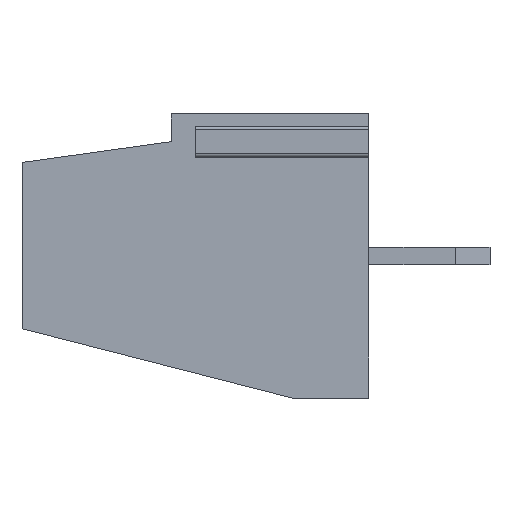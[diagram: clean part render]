
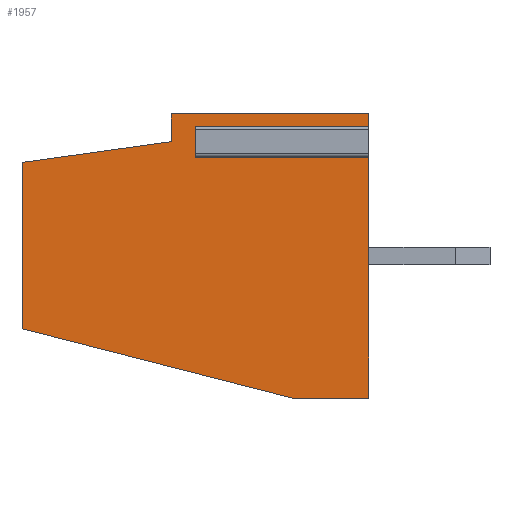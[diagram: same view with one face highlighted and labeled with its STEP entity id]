
A CAD part, left-side view. The second image highlights one B-rep face of the part: STEP entity #1957.
In plain terms, the highlighted planar face has unit normal (-1, 0, 0).
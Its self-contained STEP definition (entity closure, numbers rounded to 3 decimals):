
#72=DIRECTION('',(0.,0.,1.));
#73=VECTOR('',#72,0.85);
#74=CARTESIAN_POINT('',(-7.62,2.25,-1.225));
#75=LINE('',#74,#73);
#76=DIRECTION('',(0.,-1.,0.));
#77=VECTOR('',#76,5.);
#78=CARTESIAN_POINT('',(-7.62,2.25,-1.225));
#79=LINE('',#78,#77);
#80=DIRECTION('',(0.,0.,-1.));
#81=VECTOR('',#80,6.975);
#82=CARTESIAN_POINT('',(-7.62,-2.75,-1.225));
#83=LINE('',#82,#81);
#84=DIRECTION('',(0.,1.,0.));
#85=VECTOR('',#84,2.2);
#86=CARTESIAN_POINT('',(-7.62,-2.75,-8.2));
#87=LINE('',#86,#85);
#88=DIRECTION('',(0.,0.969,0.248));
#89=VECTOR('',#88,8.052);
#90=CARTESIAN_POINT('',(-7.62,-0.55,-8.2));
#91=LINE('',#90,#89);
#92=DIRECTION('',(0.,0.,1.));
#93=VECTOR('',#92,4.8);
#94=CARTESIAN_POINT('',(-7.62,7.25,-6.2));
#95=LINE('',#94,#93);
#96=DIRECTION('',(0.,-0.99,0.138));
#97=VECTOR('',#96,4.342);
#98=CARTESIAN_POINT('',(-7.62,7.25,-1.4));
#99=LINE('',#98,#97);
#100=DIRECTION('',(0.,0.,1.));
#101=VECTOR('',#100,0.8);
#102=CARTESIAN_POINT('',(-7.62,2.95,-0.8));
#103=LINE('',#102,#101);
#104=DIRECTION('',(0.,-1.,0.));
#105=VECTOR('',#104,5.7);
#106=CARTESIAN_POINT('',(-7.62,2.95,0.));
#107=LINE('',#106,#105);
#108=DIRECTION('',(0.,0.,-1.));
#109=VECTOR('',#108,0.375);
#110=CARTESIAN_POINT('',(-7.62,-2.75,0.));
#111=LINE('',#110,#109);
#112=DIRECTION('',(0.,-1.,0.));
#113=VECTOR('',#112,5.);
#114=CARTESIAN_POINT('',(-7.62,2.25,-0.375));
#115=LINE('',#114,#113);
#1476=CARTESIAN_POINT('',(-7.62,-2.75,-8.2));
#1477=CARTESIAN_POINT('',(-7.62,-0.55,-8.2));
#1478=VERTEX_POINT('',#1476);
#1479=VERTEX_POINT('',#1477);
#1480=CARTESIAN_POINT('',(-7.62,7.25,-6.2));
#1481=VERTEX_POINT('',#1480);
#1482=CARTESIAN_POINT('',(-7.62,7.25,-1.4));
#1483=VERTEX_POINT('',#1482);
#1484=CARTESIAN_POINT('',(-7.62,2.95,-0.8));
#1485=VERTEX_POINT('',#1484);
#1486=CARTESIAN_POINT('',(-7.62,2.95,0.));
#1487=VERTEX_POINT('',#1486);
#1488=CARTESIAN_POINT('',(-7.62,-2.75,0.));
#1489=VERTEX_POINT('',#1488);
#1552=CARTESIAN_POINT('',(-7.62,2.25,-1.225));
#1553=CARTESIAN_POINT('',(-7.62,2.25,-0.375));
#1554=VERTEX_POINT('',#1552);
#1555=VERTEX_POINT('',#1553);
#1556=CARTESIAN_POINT('',(-7.62,-2.75,-1.225));
#1557=VERTEX_POINT('',#1556);
#1558=CARTESIAN_POINT('',(-7.62,-2.75,-0.375));
#1559=VERTEX_POINT('',#1558);
#1928=CARTESIAN_POINT('',(-7.62,0.,0.));
#1929=DIRECTION('',(1.,0.,0.));
#1930=DIRECTION('',(0.,0.,-1.));
#1931=AXIS2_PLACEMENT_3D('',#1928,#1929,#1930);
#1932=PLANE('',#1931);
#1934=ORIENTED_EDGE('',*,*,#1933,.F.);
#1936=ORIENTED_EDGE('',*,*,#1935,.T.);
#1938=ORIENTED_EDGE('',*,*,#1937,.T.);
#1940=ORIENTED_EDGE('',*,*,#1939,.T.);
#1942=ORIENTED_EDGE('',*,*,#1941,.T.);
#1944=ORIENTED_EDGE('',*,*,#1943,.T.);
#1946=ORIENTED_EDGE('',*,*,#1945,.T.);
#1948=ORIENTED_EDGE('',*,*,#1947,.T.);
#1950=ORIENTED_EDGE('',*,*,#1949,.T.);
#1952=ORIENTED_EDGE('',*,*,#1951,.T.);
#1954=ORIENTED_EDGE('',*,*,#1953,.F.);
#1955=EDGE_LOOP('',(#1934,#1936,#1938,#1940,#1942,#1944,#1946,#1948,#1950,#1952,
#1954));
#1956=FACE_OUTER_BOUND('',#1955,.F.);
#1957=ADVANCED_FACE('',(#1956),#1932,.F.);
#1933=EDGE_CURVE('',#1554,#1555,#75,.T.);
#1935=EDGE_CURVE('',#1554,#1557,#79,.T.);
#1937=EDGE_CURVE('',#1557,#1478,#83,.T.);
#1939=EDGE_CURVE('',#1478,#1479,#87,.T.);
#1941=EDGE_CURVE('',#1479,#1481,#91,.T.);
#1943=EDGE_CURVE('',#1481,#1483,#95,.T.);
#1945=EDGE_CURVE('',#1483,#1485,#99,.T.);
#1947=EDGE_CURVE('',#1485,#1487,#103,.T.);
#1949=EDGE_CURVE('',#1487,#1489,#107,.T.);
#1951=EDGE_CURVE('',#1489,#1559,#111,.T.);
#1953=EDGE_CURVE('',#1555,#1559,#115,.T.);
